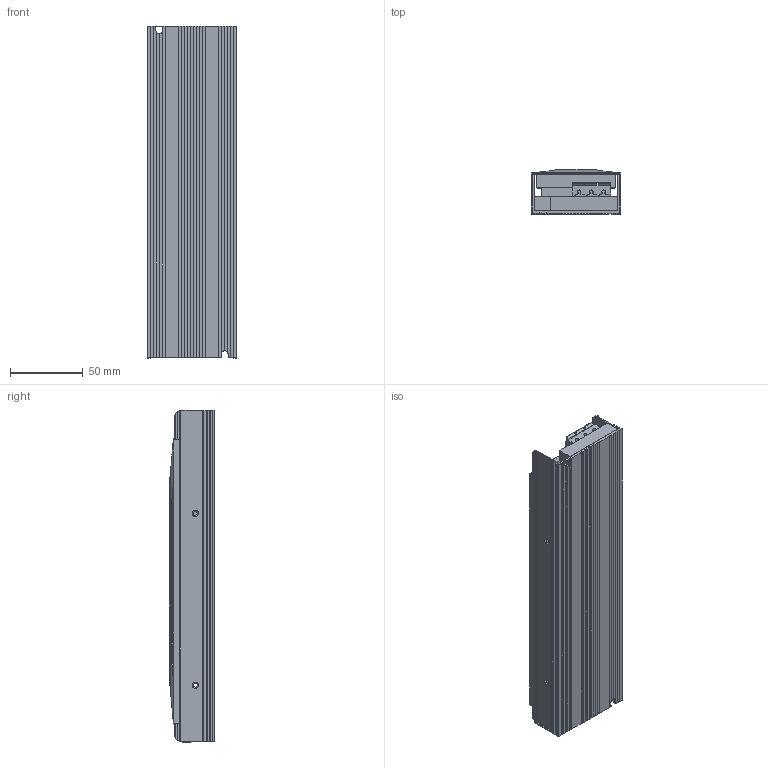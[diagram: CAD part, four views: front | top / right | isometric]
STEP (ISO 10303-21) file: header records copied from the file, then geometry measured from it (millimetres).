
FILE_DESCRIPTION (( 'STEP AP214' ), '1' );
FILE_NAME ('CDKL-G-400W总装.STEP', '2025-04-29T04:55:21', ( '万丰电脑' ), ( '电话：0577-62733550' ), 'SwSTEP 2.0', 'SolidWorks 2020', '' );
FILE_SCHEMA (( 'AUTOMOTIVE_DESIGN' ));
Length unit declared in the file: millimetre
Products named in the file (6): CDKL-G-4弇傷赽; CDKL-G-400裔; CDKL-G-3弇傷赽; 蝶結dang; CDKL-G-400W軞蚾; CDKL-G-400菁
Assembly tree (6 placements, depth 2):
  CDKL-G-400W軞蚾
    CDKL-G-400菁
    CDKL-G-400裔
    CDKL-G-3弇傷赽
    CDKL-G-4弇傷赽
    蝶結dang  x2
Bounding box: 61.5 x 30.5 x 228 mm (x, y, z)
Volume: 61989.7 mm3; surface area: 100581.3 mm2
Topology: 6 solids, 6 shells, 538 faces, 1462 edges, 956 vertices
Faces by surface type: plane 481, cylinder 51, cone 6
Entity records: 20917 total; most frequent: CARTESIAN_POINT 2945, ORIENTED_EDGE 2852, DIRECTION 2590, EDGE_CURVE 1426, LINE 1292, VECTOR 1292, VERTEX_POINT 932, AXIS2_PLACEMENT_3D 649
